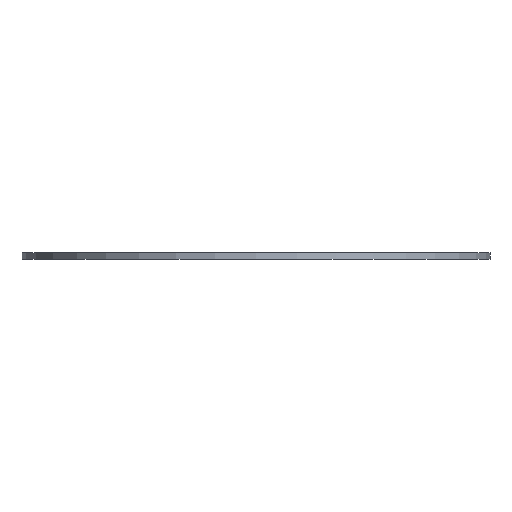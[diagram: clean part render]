
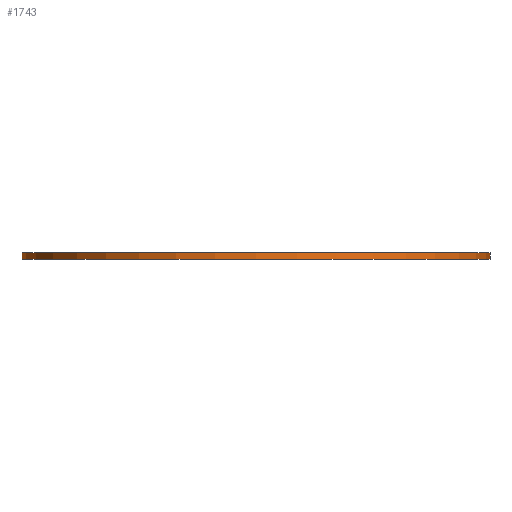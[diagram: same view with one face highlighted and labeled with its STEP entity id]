
A CAD part, front view. The second image highlights one B-rep face of the part: STEP entity #1743.
In plain terms, the highlighted cylindrical face has radius 35 mm (diameter 70 mm), a partial arc.
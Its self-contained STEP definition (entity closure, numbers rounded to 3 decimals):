
#78 = CARTESIAN_POINT ( 'NONE',  ( 35., 0., 1. ) ) ;
#122 = DIRECTION ( 'NONE',  ( 0., 0., -1. ) ) ;
#306 = DIRECTION ( 'NONE',  ( 0., 0., -1. ) ) ;
#1070 = AXIS2_PLACEMENT_3D ( 'NONE', #8443, #5812, #6819 ) ;
#1099 = FACE_OUTER_BOUND ( 'NONE', #7625, .T. ) ;
#1158 = DIRECTION ( 'NONE',  ( 1., 0., 0. ) ) ;
#1383 = CYLINDRICAL_SURFACE ( 'NONE', #6511, 35. ) ;
#1600 = LINE ( 'NONE', #7876, #2276 ) ;
#1743 = ADVANCED_FACE ( 'NONE', ( #1099 ), #1383, .T. ) ;
#1861 = ORIENTED_EDGE ( 'NONE', *, *, #9285, .F. ) ;
#2276 = VECTOR ( 'NONE', #122, 1000. ) ;
#2650 = ORIENTED_EDGE ( 'NONE', *, *, #9409, .T. ) ;
#3065 = CIRCLE ( 'NONE', #4017, 35. ) ;
#4017 = AXIS2_PLACEMENT_3D ( 'NONE', #9013, #9878, #1158 ) ;
#4410 = CARTESIAN_POINT ( 'NONE',  ( 35., 0., 0. ) ) ;
#4616 = CARTESIAN_POINT ( 'NONE',  ( -35., 0., 1. ) ) ;
#5016 = CARTESIAN_POINT ( 'NONE',  ( -35., 0., 1. ) ) ;
#5084 = CIRCLE ( 'NONE', #1070, 35. ) ;
#5268 = VERTEX_POINT ( 'NONE', #78 ) ;
#5668 = DIRECTION ( 'NONE',  ( -1., 0., 0. ) ) ;
#5711 = DIRECTION ( 'NONE',  ( 0., 0., -1. ) ) ;
#5812 = DIRECTION ( 'NONE',  ( 0., 0., 1. ) ) ;
#6078 = VERTEX_POINT ( 'NONE', #8836 ) ;
#6322 = ORIENTED_EDGE ( 'NONE', *, *, #7192, .F. ) ;
#6472 = VERTEX_POINT ( 'NONE', #5016 ) ;
#6511 = AXIS2_PLACEMENT_3D ( 'NONE', #6566, #5711, #5668 ) ;
#6566 = CARTESIAN_POINT ( 'NONE',  ( 0., 0., 1. ) ) ;
#6819 = DIRECTION ( 'NONE',  ( 1., 0., 0. ) ) ;
#7192 = EDGE_CURVE ( 'NONE', #6472, #5268, #5084, .T. ) ;
#7613 = LINE ( 'NONE', #4616, #8920 ) ;
#7625 = EDGE_LOOP ( 'NONE', ( #1861, #6322, #2650, #11068 ) ) ;
#7871 = VERTEX_POINT ( 'NONE', #4410 ) ;
#7876 = CARTESIAN_POINT ( 'NONE',  ( 35., 0., 1. ) ) ;
#8443 = CARTESIAN_POINT ( 'NONE',  ( 0., 0., 1. ) ) ;
#8836 = CARTESIAN_POINT ( 'NONE',  ( -35., 0., 0. ) ) ;
#8920 = VECTOR ( 'NONE', #306, 1000. ) ;
#9013 = CARTESIAN_POINT ( 'NONE',  ( 0., 0., 0. ) ) ;
#9285 = EDGE_CURVE ( 'NONE', #5268, #7871, #1600, .T. ) ;
#9409 = EDGE_CURVE ( 'NONE', #6472, #6078, #7613, .T. ) ;
#9842 = EDGE_CURVE ( 'NONE', #6078, #7871, #3065, .T. ) ;
#9878 = DIRECTION ( 'NONE',  ( 0., 0., 1. ) ) ;
#11068 = ORIENTED_EDGE ( 'NONE', *, *, #9842, .T. ) ;
